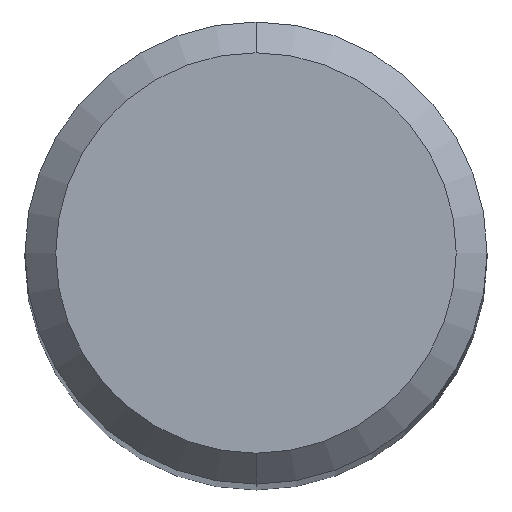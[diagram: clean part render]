
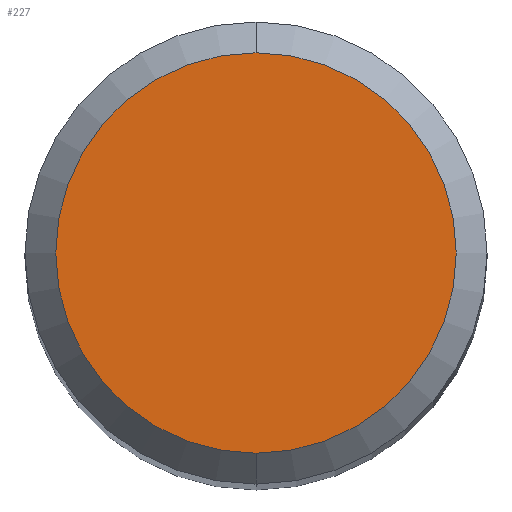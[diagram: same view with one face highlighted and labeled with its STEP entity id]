
A CAD part, top view. The second image highlights one B-rep face of the part: STEP entity #227.
In plain terms, the highlighted planar face has unit normal (0, 0, 1).
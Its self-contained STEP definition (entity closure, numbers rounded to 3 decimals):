
#227=ADVANCED_FACE('',(#547),#548,.T.);
#253=EDGE_CURVE('',#461,#395,#575,.T.);
#395=VERTEX_POINT('',#737);
#461=VERTEX_POINT('',#807);
#469=EDGE_CURVE('',#395,#461,#817,.T.);
#547=FACE_OUTER_BOUND('',#961,.T.);
#548=PLANE('',#962);
#575=CIRCLE('',#998,2.6);
#737=CARTESIAN_POINT('',(0.,-2.6,0.0));
#807=CARTESIAN_POINT('',(0.0,2.6,0.0));
#817=CIRCLE('',#1466,2.6);
#961=EDGE_LOOP('',(#1544,#1545));
#962=AXIS2_PLACEMENT_3D('',#1546,#1547,#1548);
#998=AXIS2_PLACEMENT_3D('',#1566,#1567,#1568);
#1466=AXIS2_PLACEMENT_3D('',#1845,#1846,#1847);
#1544=ORIENTED_EDGE('',*,*,#253,.F.);
#1545=ORIENTED_EDGE('',*,*,#469,.F.);
#1546=CARTESIAN_POINT('',(0.0,1.3,0.0));
#1547=DIRECTION('',(-0.0,0.0,1.0));
#1548=DIRECTION('',(0.0,-1.0,0.0));
#1566=CARTESIAN_POINT('',(0.0,0.0,0.0));
#1567=DIRECTION('',(0.0,0.0,-1.0));
#1568=DIRECTION('',(0.0,1.0,0.0));
#1845=CARTESIAN_POINT('',(0.0,0.0,0.0));
#1846=DIRECTION('',(0.0,0.0,-1.0));
#1847=DIRECTION('',(0.0,1.0,0.0));
